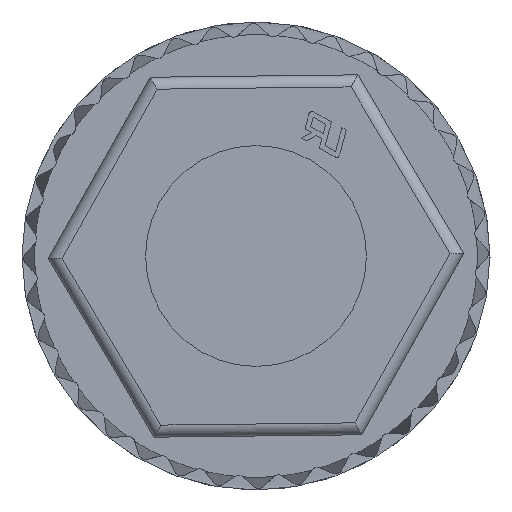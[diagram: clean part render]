
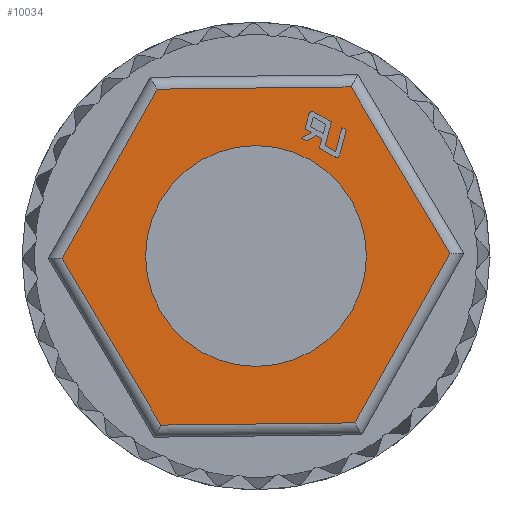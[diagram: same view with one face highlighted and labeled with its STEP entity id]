
A CAD part, front view. The second image highlights one B-rep face of the part: STEP entity #10034.
In plain terms, the highlighted planar face has unit normal (0, -1, 0).
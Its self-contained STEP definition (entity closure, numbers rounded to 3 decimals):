
#7063=PLANE('',#24834);
#7407=LINE('',#32636,#8641);
#7409=LINE('',#32642,#8643);
#7410=LINE('',#32646,#8644);
#7413=LINE('',#32654,#8647);
#7415=LINE('',#32660,#8649);
#7417=LINE('',#32665,#8651);
#7733=LINE('',#33598,#8967);
#7737=LINE('',#33608,#8971);
#7739=LINE('',#33612,#8973);
#7741=LINE('',#33616,#8975);
#7743=LINE('',#33620,#8977);
#7745=LINE('',#33624,#8979);
#7747=LINE('',#33628,#8981);
#7750=LINE('',#33636,#8984);
#7752=LINE('',#33640,#8986);
#7754=LINE('',#33644,#8988);
#7756=LINE('',#33648,#8990);
#7758=LINE('',#33652,#8992);
#7760=LINE('',#33656,#8994);
#7762=LINE('',#33660,#8996);
#8641=VECTOR('',#26244,1.);
#8643=VECTOR('',#26250,1.);
#8644=VECTOR('',#26255,1.);
#8647=VECTOR('',#26262,1.);
#8649=VECTOR('',#26268,1.);
#8651=VECTOR('',#26274,1.);
#8967=VECTOR('',#27116,1.);
#8971=VECTOR('',#27126,1.);
#8973=VECTOR('',#27130,1.);
#8975=VECTOR('',#27134,1.);
#8977=VECTOR('',#27138,1.);
#8979=VECTOR('',#27142,1.);
#8981=VECTOR('',#27146,1.);
#8984=VECTOR('',#27155,1.);
#8986=VECTOR('',#27159,1.);
#8988=VECTOR('',#27163,1.);
#8990=VECTOR('',#27167,1.);
#8992=VECTOR('',#27171,1.);
#8994=VECTOR('',#27175,1.);
#8996=VECTOR('',#27179,1.);
#10034=ADVANCED_FACE('',(#11750,#11751,#11752),#7063,.T.);
#11750=FACE_BOUND('',#12043,.T.);
#11751=FACE_BOUND('',#12044,.T.);
#11752=FACE_BOUND('',#12045,.T.);
#12043=EDGE_LOOP('',(#14474));
#12044=EDGE_LOOP('',(#14475,#14476,#14477,#14478,#14479,#14480,#14481,#14482,
#14483,#14484,#14485,#14486,#14487,#14488,#14489,#14490,#14491));
#12045=EDGE_LOOP('',(#14492,#14493,#14494,#14495,#14496,#14497));
#14474=ORIENTED_EDGE('',*,*,#20856,.T.);
#14475=ORIENTED_EDGE('',*,*,#20919,.T.);
#14476=ORIENTED_EDGE('',*,*,#20886,.T.);
#14477=ORIENTED_EDGE('',*,*,#20889,.T.);
#14478=ORIENTED_EDGE('',*,*,#20891,.T.);
#14479=ORIENTED_EDGE('',*,*,#20893,.T.);
#14480=ORIENTED_EDGE('',*,*,#20895,.T.);
#14481=ORIENTED_EDGE('',*,*,#20897,.T.);
#14482=ORIENTED_EDGE('',*,*,#20899,.T.);
#14483=ORIENTED_EDGE('',*,*,#20901,.T.);
#14484=ORIENTED_EDGE('',*,*,#20903,.T.);
#14485=ORIENTED_EDGE('',*,*,#20905,.T.);
#14486=ORIENTED_EDGE('',*,*,#20907,.T.);
#14487=ORIENTED_EDGE('',*,*,#20909,.T.);
#14488=ORIENTED_EDGE('',*,*,#20911,.T.);
#14489=ORIENTED_EDGE('',*,*,#20913,.T.);
#14490=ORIENTED_EDGE('',*,*,#20915,.T.);
#14491=ORIENTED_EDGE('',*,*,#20917,.T.);
#14492=ORIENTED_EDGE('',*,*,#20424,.T.);
#14493=ORIENTED_EDGE('',*,*,#20439,.T.);
#14494=ORIENTED_EDGE('',*,*,#20436,.T.);
#14495=ORIENTED_EDGE('',*,*,#20433,.T.);
#14496=ORIENTED_EDGE('',*,*,#20429,.T.);
#14497=ORIENTED_EDGE('',*,*,#20427,.T.);
#18623=VERTEX_POINT('',#32635);
#18624=VERTEX_POINT('',#32637);
#18626=VERTEX_POINT('',#32643);
#18627=VERTEX_POINT('',#32647);
#18630=VERTEX_POINT('',#32655);
#18632=VERTEX_POINT('',#32661);
#18869=VERTEX_POINT('',#33536);
#18895=VERTEX_POINT('',#33599);
#18896=VERTEX_POINT('',#33600);
#18897=VERTEX_POINT('',#33605);
#18898=VERTEX_POINT('',#33609);
#18899=VERTEX_POINT('',#33613);
#18900=VERTEX_POINT('',#33617);
#18901=VERTEX_POINT('',#33621);
#18902=VERTEX_POINT('',#33625);
#18903=VERTEX_POINT('',#33629);
#18904=VERTEX_POINT('',#33633);
#18905=VERTEX_POINT('',#33637);
#18906=VERTEX_POINT('',#33641);
#18907=VERTEX_POINT('',#33645);
#18908=VERTEX_POINT('',#33649);
#18909=VERTEX_POINT('',#33653);
#18910=VERTEX_POINT('',#33657);
#18911=VERTEX_POINT('',#33661);
#20424=EDGE_CURVE('',#18624,#18623,#7407,.T.);
#20427=EDGE_CURVE('',#18626,#18624,#7409,.T.);
#20429=EDGE_CURVE('',#18627,#18626,#7410,.T.);
#20433=EDGE_CURVE('',#18630,#18627,#7413,.T.);
#20436=EDGE_CURVE('',#18632,#18630,#7415,.T.);
#20439=EDGE_CURVE('',#18623,#18632,#7417,.T.);
#20856=EDGE_CURVE('',#18869,#18869,#22886,.T.);
#20886=EDGE_CURVE('',#18895,#18896,#7733,.T.);
#20889=EDGE_CURVE('',#18896,#18897,#22890,.T.);
#20891=EDGE_CURVE('',#18897,#18898,#7737,.T.);
#20893=EDGE_CURVE('',#18898,#18899,#7739,.T.);
#20895=EDGE_CURVE('',#18899,#18900,#7741,.T.);
#20897=EDGE_CURVE('',#18900,#18901,#7743,.T.);
#20899=EDGE_CURVE('',#18901,#18902,#7745,.T.);
#20901=EDGE_CURVE('',#18902,#18903,#7747,.T.);
#20903=EDGE_CURVE('',#18903,#18904,#22891,.T.);
#20905=EDGE_CURVE('',#18904,#18905,#7750,.T.);
#20907=EDGE_CURVE('',#18905,#18906,#7752,.T.);
#20909=EDGE_CURVE('',#18906,#18907,#7754,.T.);
#20911=EDGE_CURVE('',#18907,#18908,#7756,.T.);
#20913=EDGE_CURVE('',#18908,#18909,#7758,.T.);
#20915=EDGE_CURVE('',#18909,#18910,#7760,.T.);
#20917=EDGE_CURVE('',#18910,#18911,#7762,.T.);
#20919=EDGE_CURVE('',#18911,#18895,#22892,.T.);
#22886=CIRCLE('',#24798,4.6);
#22890=CIRCLE('',#24810,0.132);
#22891=CIRCLE('',#24818,0.132);
#22892=CIRCLE('',#24827,0.133);
#24798=AXIS2_PLACEMENT_3D('',#33535,#27068,#27069);
#24810=AXIS2_PLACEMENT_3D('',#33604,#27121,#27122);
#24818=AXIS2_PLACEMENT_3D('',#33632,#27150,#27151);
#24827=AXIS2_PLACEMENT_3D('',#33664,#27183,#27184);
#24834=AXIS2_PLACEMENT_3D('',#33677,#27203,#27204);
#26244=DIRECTION('',(1.,0.,0.011));
#26250=DIRECTION('',(0.51,0.,-0.86));
#26255=DIRECTION('',(-0.49,0.,-0.872));
#26262=DIRECTION('',(-1.,0.,-0.011));
#26268=DIRECTION('',(-0.51,0.,0.86));
#26274=DIRECTION('',(0.49,0.,0.872));
#27068=DIRECTION('',(0.,1.,0.));
#27069=DIRECTION('',(0.,0.,-1.));
#27116=DIRECTION('',(0.255,0.,0.967));
#27121=DIRECTION('',(0.,1.,0.));
#27122=DIRECTION('',(-0.967,0.,0.255));
#27126=DIRECTION('',(0.872,0.,-0.49));
#27130=DIRECTION('',(-0.255,0.,-0.967));
#27134=DIRECTION('',(0.872,0.,-0.49));
#27138=DIRECTION('',(0.255,0.,0.967));
#27142=DIRECTION('',(0.872,0.,-0.49));
#27146=DIRECTION('',(-0.255,0.,-0.967));
#27150=DIRECTION('',(0.,1.,0.));
#27151=DIRECTION('',(0.967,0.,-0.255));
#27155=DIRECTION('',(-0.872,0.,0.49));
#27159=DIRECTION('',(0.255,0.,0.967));
#27163=DIRECTION('',(-0.872,0.,0.49));
#27167=DIRECTION('',(-0.878,0.,-0.479));
#27171=DIRECTION('',(-0.872,0.,0.49));
#27175=DIRECTION('',(0.878,0.,0.479));
#27179=DIRECTION('',(-0.872,0.,0.49));
#27183=DIRECTION('',(0.,1.,0.));
#27184=DIRECTION('',(-0.49,0.,-0.872));
#27203=DIRECTION('',(0.,-1.,0.));
#27204=DIRECTION('',(0.49,0.,0.872));
#32635=CARTESIAN_POINT('',(51.141,1861.861,690.56));
#32636=CARTESIAN_POINT('',(43.059,1861.861,690.467));
#32637=CARTESIAN_POINT('',(43.059,1861.861,690.467));
#32642=CARTESIAN_POINT('',(38.938,1861.861,697.42));
#32643=CARTESIAN_POINT('',(38.938,1861.861,697.42));
#32646=CARTESIAN_POINT('',(42.899,1861.861,704.466));
#32647=CARTESIAN_POINT('',(42.899,1861.861,704.466));
#32654=CARTESIAN_POINT('',(50.981,1861.861,704.559));
#32655=CARTESIAN_POINT('',(50.981,1861.861,704.559));
#32660=CARTESIAN_POINT('',(55.102,1861.861,697.606));
#32661=CARTESIAN_POINT('',(55.102,1861.861,697.606));
#32665=CARTESIAN_POINT('',(51.141,1861.861,690.56));
#33535=CARTESIAN_POINT('',(47.02,1861.861,697.513));
#33536=CARTESIAN_POINT('',(47.02,1861.861,692.913));
#33598=CARTESIAN_POINT('',(49.088,1861.861,702.907));
#33599=CARTESIAN_POINT('',(49.088,1861.861,702.907));
#33600=CARTESIAN_POINT('',(49.228,1861.861,703.439));
#33604=CARTESIAN_POINT('',(49.355,1861.861,703.405));
#33605=CARTESIAN_POINT('',(49.42,1861.861,703.52));
#33608=CARTESIAN_POINT('',(49.42,1861.861,703.52));
#33609=CARTESIAN_POINT('',(50.162,1861.861,703.103));
#33612=CARTESIAN_POINT('',(50.162,1861.861,703.103));
#33613=CARTESIAN_POINT('',(49.9,1861.861,702.106));
#33616=CARTESIAN_POINT('',(49.9,1861.861,702.106));
#33617=CARTESIAN_POINT('',(50.336,1861.861,701.861));
#33620=CARTESIAN_POINT('',(50.336,1861.861,701.861));
#33621=CARTESIAN_POINT('',(50.598,1861.861,702.858));
#33624=CARTESIAN_POINT('',(50.598,1861.861,702.858));
#33625=CARTESIAN_POINT('',(50.781,1861.861,702.755));
#33628=CARTESIAN_POINT('',(50.781,1861.861,702.755));
#33629=CARTESIAN_POINT('',(50.508,1861.861,701.721));
#33632=CARTESIAN_POINT('',(50.381,1861.861,701.755));
#33633=CARTESIAN_POINT('',(50.316,1861.861,701.64));
#33636=CARTESIAN_POINT('',(50.316,1861.861,701.64));
#33637=CARTESIAN_POINT('',(49.664,1861.861,702.006));
#33640=CARTESIAN_POINT('',(49.664,1861.861,702.006));
#33641=CARTESIAN_POINT('',(49.77,1861.861,702.409));
#33644=CARTESIAN_POINT('',(49.77,1861.861,702.409));
#33645=CARTESIAN_POINT('',(49.538,1861.861,702.539));
#33648=CARTESIAN_POINT('',(49.538,1861.861,702.539));
#33649=CARTESIAN_POINT('',(49.121,1861.861,702.312));
#33652=CARTESIAN_POINT('',(49.121,1861.861,702.312));
#33653=CARTESIAN_POINT('',(48.912,1861.861,702.429));
#33656=CARTESIAN_POINT('',(48.912,1861.861,702.429));
#33657=CARTESIAN_POINT('',(49.329,1861.861,702.656));
#33660=CARTESIAN_POINT('',(49.329,1861.861,702.656));
#33661=CARTESIAN_POINT('',(49.151,1861.861,702.756));
#33664=CARTESIAN_POINT('',(49.216,1861.861,702.873));
#33677=CARTESIAN_POINT('',(51.113,1861.861,682.908));
